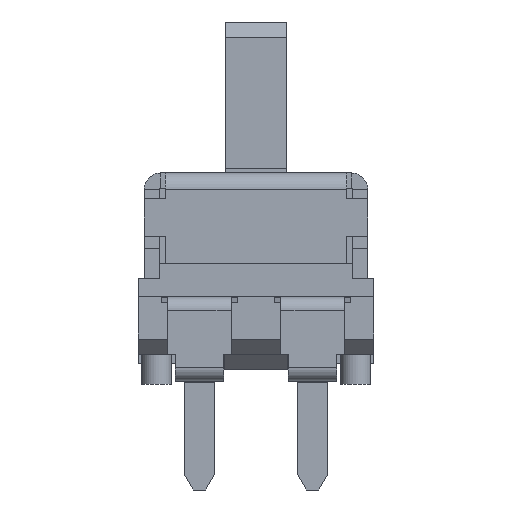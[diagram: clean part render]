
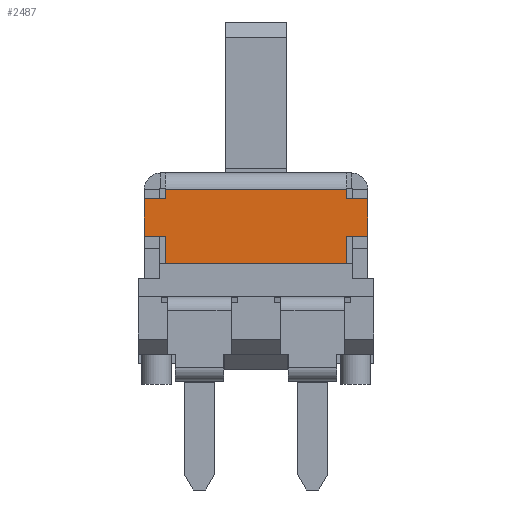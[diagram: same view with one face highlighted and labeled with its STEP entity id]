
A CAD part, left-side view. The second image highlights one B-rep face of the part: STEP entity #2487.
In plain terms, the highlighted planar face has unit normal (-1, 0, 0).
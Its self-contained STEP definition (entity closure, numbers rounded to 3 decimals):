
#892 = VERTEX_POINT ( 'NONE', #2293 ) ;
#966 = VERTEX_POINT ( 'NONE', #2375 ) ;
#985 = VERTEX_POINT ( 'NONE', #2524 ) ;
#988 = VERTEX_POINT ( 'NONE', #2485 ) ;
#990 = VERTEX_POINT ( 'NONE', #2312 ) ;
#994 = VERTEX_POINT ( 'NONE', #2404 ) ;
#1024 = VERTEX_POINT ( 'NONE', #1624 ) ;
#1050 = VERTEX_POINT ( 'NONE', #1652 ) ;
#1094 = VERTEX_POINT ( 'NONE', #1593 ) ;
#1113 = VERTEX_POINT ( 'NONE', #19092 ) ;
#1119 = VERTEX_POINT ( 'NONE', #19125 ) ;
#1121 = VERTEX_POINT ( 'NONE', #19123 ) ;
#1593 = CARTESIAN_POINT ( 'NONE',  ( -17.5, 3., 2.4 ) ) ;
#1624 = CARTESIAN_POINT ( 'NONE',  ( -17.5, -3., 2.4 ) ) ;
#1652 = CARTESIAN_POINT ( 'NONE',  ( -17.5, 3., 3.95 ) ) ;
#2293 = CARTESIAN_POINT ( 'NONE',  ( -17.5, -3., 3.65 ) ) ;
#2312 = CARTESIAN_POINT ( 'NONE',  ( -17.5, 3., 3.65 ) ) ;
#2375 = CARTESIAN_POINT ( 'NONE',  ( -17.5, 3.7, 3.65 ) ) ;
#2404 = CARTESIAN_POINT ( 'NONE',  ( -17.5, 3., 1.5 ) ) ;
#2485 = CARTESIAN_POINT ( 'NONE',  ( -17.5, -3., 1.5 ) ) ;
#2487 = ADVANCED_FACE ( 'NONE', ( #8035 ), #6840, .F. ) ;
#2524 = CARTESIAN_POINT ( 'NONE',  ( -17.5, -3., 3.95 ) ) ;
#3429 = EDGE_LOOP ( 'NONE', ( #5851, #5857, #5848, #5839, #5835, #5850, #5846, #5840, #5842, #5841, #5837, #5836 ) ) ;
#5099 = EDGE_CURVE ( 'NONE', #892, #1119, #12044, .T. ) ;
#5106 = EDGE_CURVE ( 'NONE', #966, #990, #12055, .T. ) ;
#5108 = EDGE_CURVE ( 'NONE', #985, #1050, #12059, .T. ) ;
#5110 = EDGE_CURVE ( 'NONE', #994, #1094, #12053, .T. ) ;
#5122 = EDGE_CURVE ( 'NONE', #1121, #966, #12083, .T. ) ;
#5125 = EDGE_CURVE ( 'NONE', #988, #994, #12089, .T. ) ;
#5129 = EDGE_CURVE ( 'NONE', #990, #1050, #12095, .T. ) ;
#5130 = EDGE_CURVE ( 'NONE', #1094, #1121, #12097, .T. ) ;
#5131 = EDGE_CURVE ( 'NONE', #988, #1024, #12099, .T. ) ;
#5133 = EDGE_CURVE ( 'NONE', #1119, #1113, #12079, .T. ) ;
#5135 = EDGE_CURVE ( 'NONE', #892, #985, #12105, .T. ) ;
#5142 = EDGE_CURVE ( 'NONE', #1113, #1024, #12118, .T. ) ;
#5287 = AXIS2_PLACEMENT_3D ( 'NONE', #6839, #6849, #6850 ) ;
#5835 = ORIENTED_EDGE ( 'NONE', *, *, #5099, .F. ) ;
#5836 = ORIENTED_EDGE ( 'NONE', *, *, #5110, .F. ) ;
#5837 = ORIENTED_EDGE ( 'NONE', *, *, #5130, .F. ) ;
#5839 = ORIENTED_EDGE ( 'NONE', *, *, #5133, .F. ) ;
#5840 = ORIENTED_EDGE ( 'NONE', *, *, #5129, .F. ) ;
#5841 = ORIENTED_EDGE ( 'NONE', *, *, #5122, .F. ) ;
#5842 = ORIENTED_EDGE ( 'NONE', *, *, #5106, .F. ) ;
#5846 = ORIENTED_EDGE ( 'NONE', *, *, #5108, .T. ) ;
#5848 = ORIENTED_EDGE ( 'NONE', *, *, #5142, .F. ) ;
#5850 = ORIENTED_EDGE ( 'NONE', *, *, #5135, .T. ) ;
#5851 = ORIENTED_EDGE ( 'NONE', *, *, #5125, .F. ) ;
#5857 = ORIENTED_EDGE ( 'NONE', *, *, #5131, .T. ) ;
#6839 = CARTESIAN_POINT ( 'NONE',  ( -17.5, 3.9, 1. ) ) ;
#6840 = PLANE ( 'NONE',  #5287 ) ;
#6849 = DIRECTION ( 'NONE',  ( 1., 0., 0. ) ) ;
#6850 = DIRECTION ( 'NONE',  ( 0., 0., -1. ) ) ;
#8035 = FACE_OUTER_BOUND ( 'NONE', #3429, .T. ) ;
#12044 = LINE ( 'NONE', #13138, #12045 ) ;
#12045 = VECTOR ( 'NONE', #13139, 1000. ) ;
#12051 = VECTOR ( 'NONE', #13157, 1000. ) ;
#12053 = LINE ( 'NONE', #13162, #12063 ) ;
#12055 = LINE ( 'NONE', #13150, #12051 ) ;
#12059 = LINE ( 'NONE', #13160, #12060 ) ;
#12060 = VECTOR ( 'NONE', #13161, 1000. ) ;
#12063 = VECTOR ( 'NONE', #13166, 1000. ) ;
#12079 = LINE ( 'NONE', #13218, #12093 ) ;
#12083 = LINE ( 'NONE', #13192, #12084 ) ;
#12084 = VECTOR ( 'NONE', #13193, 1000. ) ;
#12089 = LINE ( 'NONE', #13198, #12090 ) ;
#12090 = VECTOR ( 'NONE', #13199, 1000. ) ;
#12093 = VECTOR ( 'NONE', #13219, 1000. ) ;
#12095 = LINE ( 'NONE', #13209, #12096 ) ;
#12096 = VECTOR ( 'NONE', #13210, 1000. ) ;
#12097 = LINE ( 'NONE', #13211, #12098 ) ;
#12098 = VECTOR ( 'NONE', #13212, 1000. ) ;
#12099 = LINE ( 'NONE', #13213, #12100 ) ;
#12100 = VECTOR ( 'NONE', #13214, 1000. ) ;
#12105 = LINE ( 'NONE', #13222, #12106 ) ;
#12106 = VECTOR ( 'NONE', #13223, 1000. ) ;
#12118 = LINE ( 'NONE', #13238, #12119 ) ;
#12119 = VECTOR ( 'NONE', #13239, 1000. ) ;
#13138 = CARTESIAN_POINT ( 'NONE',  ( -17.5, -3., 3.65 ) ) ;
#13139 = DIRECTION ( 'NONE',  ( 0., -1., 0. ) ) ;
#13150 = CARTESIAN_POINT ( 'NONE',  ( -17.5, 3., 3.65 ) ) ;
#13157 = DIRECTION ( 'NONE',  ( 0., -1., 0. ) ) ;
#13160 = CARTESIAN_POINT ( 'NONE',  ( -17.5, -3., 3.95 ) ) ;
#13161 = DIRECTION ( 'NONE',  ( 0., 1., 0. ) ) ;
#13162 = CARTESIAN_POINT ( 'NONE',  ( -17.5, 3., 4.5 ) ) ;
#13166 = DIRECTION ( 'NONE',  ( 0., 0., 1. ) ) ;
#13192 = CARTESIAN_POINT ( 'NONE',  ( -17.5, 3.7, 2.4 ) ) ;
#13193 = DIRECTION ( 'NONE',  ( 0., 0., 1. ) ) ;
#13198 = CARTESIAN_POINT ( 'NONE',  ( -17.5, 3.9, 1.5 ) ) ;
#13199 = DIRECTION ( 'NONE',  ( 0., 1., 0. ) ) ;
#13209 = CARTESIAN_POINT ( 'NONE',  ( -17.5, 3., 4.5 ) ) ;
#13210 = DIRECTION ( 'NONE',  ( 0., 0., 1. ) ) ;
#13211 = CARTESIAN_POINT ( 'NONE',  ( -17.5, 3., 2.4 ) ) ;
#13212 = DIRECTION ( 'NONE',  ( 0., 1., 0. ) ) ;
#13213 = CARTESIAN_POINT ( 'NONE',  ( -17.5, -3., 4.5 ) ) ;
#13214 = DIRECTION ( 'NONE',  ( 0., 0., 1. ) ) ;
#13218 = CARTESIAN_POINT ( 'NONE',  ( -17.5, -3.7, 2.4 ) ) ;
#13219 = DIRECTION ( 'NONE',  ( 0., 0., -1. ) ) ;
#13222 = CARTESIAN_POINT ( 'NONE',  ( -17.5, -3., 4.5 ) ) ;
#13223 = DIRECTION ( 'NONE',  ( 0., 0., 1. ) ) ;
#13238 = CARTESIAN_POINT ( 'NONE',  ( -17.5, -3., 2.4 ) ) ;
#13239 = DIRECTION ( 'NONE',  ( 0., 1., 0. ) ) ;
#19092 = CARTESIAN_POINT ( 'NONE',  ( -17.5, -3.7, 2.4 ) ) ;
#19123 = CARTESIAN_POINT ( 'NONE',  ( -17.5, 3.7, 2.4 ) ) ;
#19125 = CARTESIAN_POINT ( 'NONE',  ( -17.5, -3.7, 3.65 ) ) ;
